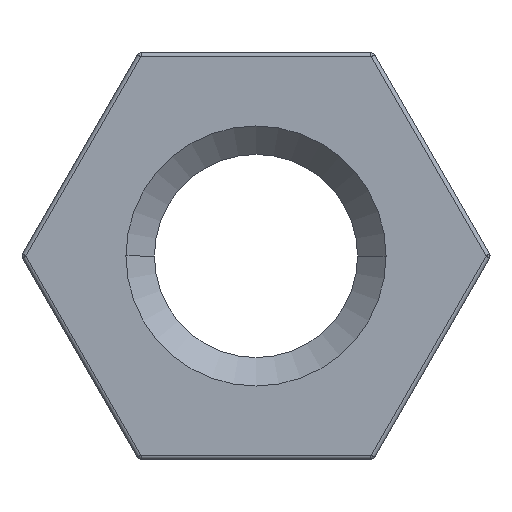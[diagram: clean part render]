
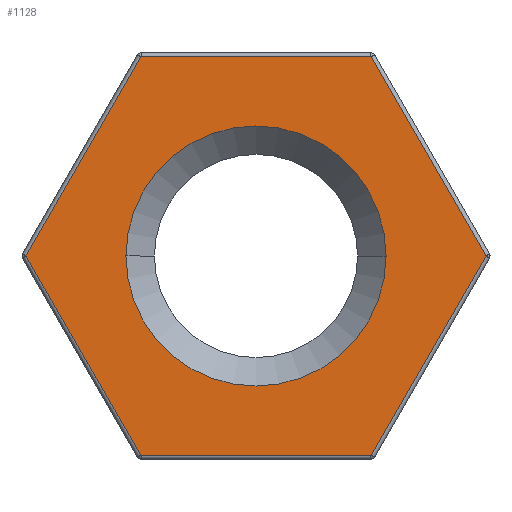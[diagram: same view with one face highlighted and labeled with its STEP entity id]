
A CAD part, left-side view. The second image highlights one B-rep face of the part: STEP entity #1128.
In plain terms, the highlighted planar face has unit normal (-1, 0, 0).
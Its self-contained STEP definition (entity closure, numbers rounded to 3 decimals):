
#14 = VERTEX_POINT ( 'NONE', #312 ) ;
#36 = AXIS2_PLACEMENT_3D ( 'NONE', #1073, #1099, #1098 ) ;
#75 = EDGE_LOOP ( 'NONE', ( #956, #960 ) ) ;
#79 = EDGE_CURVE ( 'NONE', #623, #638, #419, .T. ) ;
#98 = LINE ( 'NONE', #987, #354 ) ;
#129 = EDGE_CURVE ( 'NONE', #655, #865, #98, .T. ) ;
#151 = VECTOR ( 'NONE', #601, 1000. ) ;
#154 = CARTESIAN_POINT ( 'NONE',  ( 0., 0., 0. ) ) ;
#162 = LINE ( 'NONE', #605, #151 ) ;
#169 = VECTOR ( 'NONE', #628, 1000. ) ;
#178 = LINE ( 'NONE', #616, #169 ) ;
#185 = EDGE_CURVE ( 'NONE', #638, #623, #292, .T. ) ;
#189 = VECTOR ( 'NONE', #269, 1000. ) ;
#193 = EDGE_CURVE ( 'NONE', #723, #607, #288, .T. ) ;
#198 = LINE ( 'NONE', #278, #189 ) ;
#213 = EDGE_CURVE ( 'NONE', #14, #655, #250, .T. ) ;
#235 = VECTOR ( 'NONE', #490, 1000. ) ;
#245 = EDGE_CURVE ( 'NONE', #891, #723, #198, .T. ) ;
#250 = LINE ( 'NONE', #521, #235 ) ;
#259 = EDGE_CURVE ( 'NONE', #865, #891, #178, .T. ) ;
#268 = EDGE_CURVE ( 'NONE', #607, #14, #162, .T. ) ;
#269 = DIRECTION ( 'NONE',  ( 0., 0.5, -0.866 ) ) ;
#278 = CARTESIAN_POINT ( 'NONE',  ( 0., 4.244, 2.45 ) ) ;
#286 = VECTOR ( 'NONE', #683, 1000. ) ;
#288 = LINE ( 'NONE', #686, #286 ) ;
#292 = CIRCLE ( 'NONE', #1063, 3.2 ) ;
#312 = CARTESIAN_POINT ( 'NONE',  ( 0., -2.829, -4.9 ) ) ;
#354 = VECTOR ( 'NONE', #1104, 1000. ) ;
#413 = CARTESIAN_POINT ( 'NONE',  ( 0., 5.658, 0. ) ) ;
#419 = CIRCLE ( 'NONE', #36, 3.2 ) ;
#456 = DIRECTION ( 'NONE',  ( 0., 1., 0. ) ) ;
#482 = EDGE_LOOP ( 'NONE', ( #951, #943, #896, #945, #566, #955 ) ) ;
#490 = DIRECTION ( 'NONE',  ( 0., -0.5, 0.866 ) ) ;
#521 = CARTESIAN_POINT ( 'NONE',  ( 0., -4.244, -2.45 ) ) ;
#525 = CARTESIAN_POINT ( 'NONE',  ( 0., 2.829, -4.9 ) ) ;
#566 = ORIENTED_EDGE ( 'NONE', *, *, #268, .T. ) ;
#572 = FACE_BOUND ( 'NONE', #75, .T. ) ;
#601 = DIRECTION ( 'NONE',  ( 0., -1., 0. ) ) ;
#605 = CARTESIAN_POINT ( 'NONE',  ( 0., 0., -4.9 ) ) ;
#607 = VERTEX_POINT ( 'NONE', #525 ) ;
#616 = CARTESIAN_POINT ( 'NONE',  ( 0., 0., 4.9 ) ) ;
#623 = VERTEX_POINT ( 'NONE', #1247 ) ;
#628 = DIRECTION ( 'NONE',  ( 0., 1., 0. ) ) ;
#638 = VERTEX_POINT ( 'NONE', #908 ) ;
#655 = VERTEX_POINT ( 'NONE', #1208 ) ;
#673 = CARTESIAN_POINT ( 'NONE',  ( 0., -2.829, 4.9 ) ) ;
#683 = DIRECTION ( 'NONE',  ( 0., -0.5, -0.866 ) ) ;
#686 = CARTESIAN_POINT ( 'NONE',  ( 0., 4.244, -2.45 ) ) ;
#687 = DIRECTION ( 'NONE',  ( 0., 1., 0. ) ) ;
#691 = DIRECTION ( 'NONE',  ( 1., 0., 0. ) ) ;
#699 = CARTESIAN_POINT ( 'NONE',  ( 0., 0., 0. ) ) ;
#723 = VERTEX_POINT ( 'NONE', #413 ) ;
#799 = CARTESIAN_POINT ( 'NONE',  ( 0., 2.829, 4.9 ) ) ;
#838 = AXIS2_PLACEMENT_3D ( 'NONE', #154, #1266, #456 ) ;
#865 = VERTEX_POINT ( 'NONE', #673 ) ;
#891 = VERTEX_POINT ( 'NONE', #799 ) ;
#896 = ORIENTED_EDGE ( 'NONE', *, *, #245, .T. ) ;
#908 = CARTESIAN_POINT ( 'NONE',  ( 0., 3.2, 0. ) ) ;
#943 = ORIENTED_EDGE ( 'NONE', *, *, #259, .T. ) ;
#945 = ORIENTED_EDGE ( 'NONE', *, *, #193, .T. ) ;
#951 = ORIENTED_EDGE ( 'NONE', *, *, #129, .T. ) ;
#955 = ORIENTED_EDGE ( 'NONE', *, *, #213, .T. ) ;
#956 = ORIENTED_EDGE ( 'NONE', *, *, #185, .T. ) ;
#960 = ORIENTED_EDGE ( 'NONE', *, *, #79, .T. ) ;
#987 = CARTESIAN_POINT ( 'NONE',  ( 0., -4.244, 2.45 ) ) ;
#1057 = PLANE ( 'NONE',  #838 ) ;
#1063 = AXIS2_PLACEMENT_3D ( 'NONE', #699, #691, #687 ) ;
#1073 = CARTESIAN_POINT ( 'NONE',  ( 0., 0., 0. ) ) ;
#1098 = DIRECTION ( 'NONE',  ( 0., 1., 0. ) ) ;
#1099 = DIRECTION ( 'NONE',  ( 1., 0., 0. ) ) ;
#1104 = DIRECTION ( 'NONE',  ( 0., 0.5, 0.866 ) ) ;
#1128 = ADVANCED_FACE ( 'NONE', ( #1132, #572 ), #1057, .F. ) ;
#1132 = FACE_OUTER_BOUND ( 'NONE', #482, .T. ) ;
#1208 = CARTESIAN_POINT ( 'NONE',  ( 0., -5.658, 0. ) ) ;
#1247 = CARTESIAN_POINT ( 'NONE',  ( 0., -3.2, 0. ) ) ;
#1266 = DIRECTION ( 'NONE',  ( 1., 0., 0. ) ) ;
